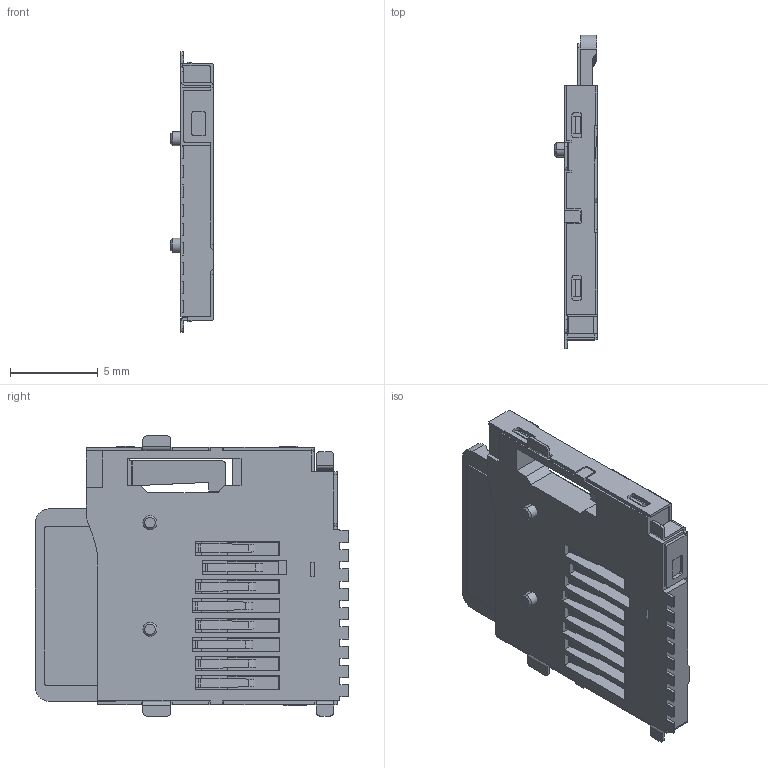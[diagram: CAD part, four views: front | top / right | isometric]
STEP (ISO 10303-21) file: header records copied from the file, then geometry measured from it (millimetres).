
FILE_DESCRIPTION (( 'STEP AP214' ), '1' );
FILE_NAME ('MicroSD_Slot.STEP', '2022-09-03T20:43:27', ( '' ), ( '' ), 'SwSTEP 2.0', 'SolidWorks 2022', '' );
FILE_SCHEMA (( 'AUTOMOTIVE_DESIGN' ));
Length unit declared in the file: millimetre
Products named in the file (7): sd.stp; sd-1.stp; micro sd.stp; slot-2.stp; P1-0.stp; slot.stp; MicroSD_Slot
Assembly tree (5 placements, depth 4):
  P1-0.stp
  MicroSD_Slot
    micro sd.stp
      sd.stp
        sd-1.stp
      slot.stp
        slot-2.stp
Bounding box: 2.44 x 17.9 x 16 mm (x, y, z)
Volume: 341.1 mm3; surface area: 1214 mm2
Topology: 2 solids, 2 shells, 906 faces, 2603 edges, 1726 vertices
Faces by surface type: plane 731, cylinder 169, cone 6
Entity records: 31510 total; most frequent: CARTESIAN_POINT 5974, ORIENTED_EDGE 5206, DIRECTION 4643, EDGE_CURVE 2603, LINE 2253, VECTOR 2253, VERTEX_POINT 1726, AXIS2_PLACEMENT_3D 1195
